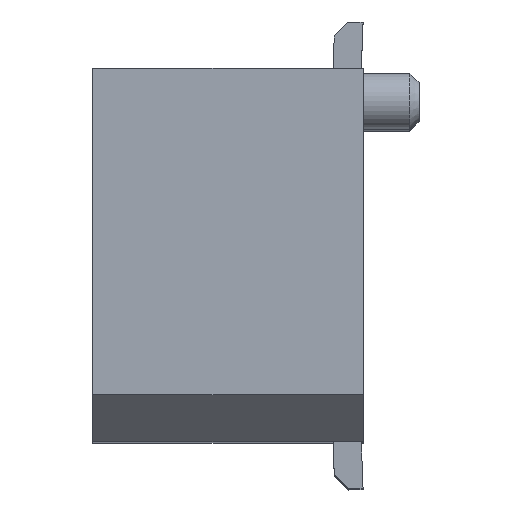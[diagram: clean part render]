
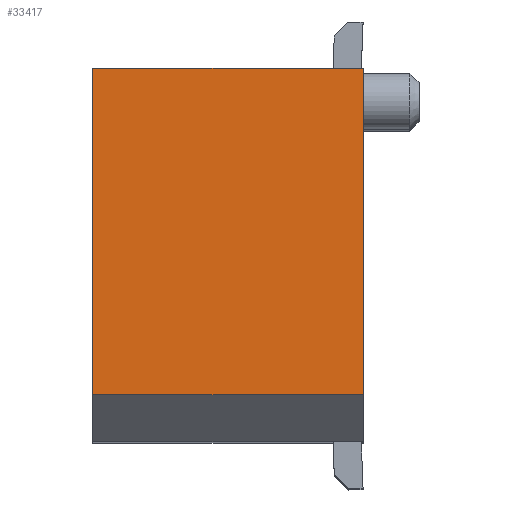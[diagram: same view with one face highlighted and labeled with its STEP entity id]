
A CAD part, top view. The second image highlights one B-rep face of the part: STEP entity #33417.
In plain terms, the highlighted planar face has unit normal (0, 0, 1).
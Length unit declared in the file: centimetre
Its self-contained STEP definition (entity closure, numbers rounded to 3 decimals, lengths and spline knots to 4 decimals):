
#3095=FACE_OUTER_BOUND('',#4635,.T.);
#4635=EDGE_LOOP('',(#28281,#28282,#28283,#28284));
#7926=LINE('',#53784,#11756);
#7934=LINE('',#53798,#11764);
#7935=LINE('',#53801,#11765);
#7936=LINE('',#53802,#11766);
#11756=VECTOR('',#43963,0.35);
#11764=VECTOR('',#43973,0.29);
#11765=VECTOR('',#43976,0.35);
#11766=VECTOR('',#43977,0.29);
#15481=VERTEX_POINT('',#53781);
#15482=VERTEX_POINT('',#53783);
#15487=VERTEX_POINT('',#53796);
#15488=VERTEX_POINT('',#53800);
#20052=EDGE_CURVE('',#15481,#15482,#7926,.T.);
#20060=EDGE_CURVE('',#15487,#15481,#7934,.T.);
#20061=EDGE_CURVE('',#15487,#15488,#7935,.T.);
#20062=EDGE_CURVE('',#15482,#15488,#7936,.T.);
#28281=ORIENTED_EDGE('',*,*,#20060,.F.);
#28282=ORIENTED_EDGE('',*,*,#20061,.T.);
#28283=ORIENTED_EDGE('',*,*,#20062,.F.);
#28284=ORIENTED_EDGE('',*,*,#20052,.F.);
#31938=PLANE('',#36082);
#33417=ADVANCED_FACE('',(#3095),#31938,.T.);
#36082=AXIS2_PLACEMENT_3D('',#53799,#43974,#43975);
#43963=DIRECTION('',(0.,1.,0.));
#43973=DIRECTION('',(-1.,0.,0.));
#43974=DIRECTION('center_axis',(0.,0.,1.));
#43975=DIRECTION('ref_axis',(1.,0.,0.));
#43976=DIRECTION('',(0.,1.,0.));
#43977=DIRECTION('',(1.,0.,0.));
#53781=CARTESIAN_POINT('',(-0.145,0.05,0.655));
#53783=CARTESIAN_POINT('',(-0.145,0.4,0.655));
#53784=CARTESIAN_POINT('',(-0.145,0.05,0.655));
#53796=CARTESIAN_POINT('',(0.145,0.05,0.655));
#53798=CARTESIAN_POINT('',(0.145,0.05,0.655));
#53799=CARTESIAN_POINT('Origin',(-0.145,0.,0.655));
#53800=CARTESIAN_POINT('',(0.145,0.4,0.655));
#53801=CARTESIAN_POINT('',(0.145,0.05,0.655));
#53802=CARTESIAN_POINT('',(-0.145,0.4,0.655));
